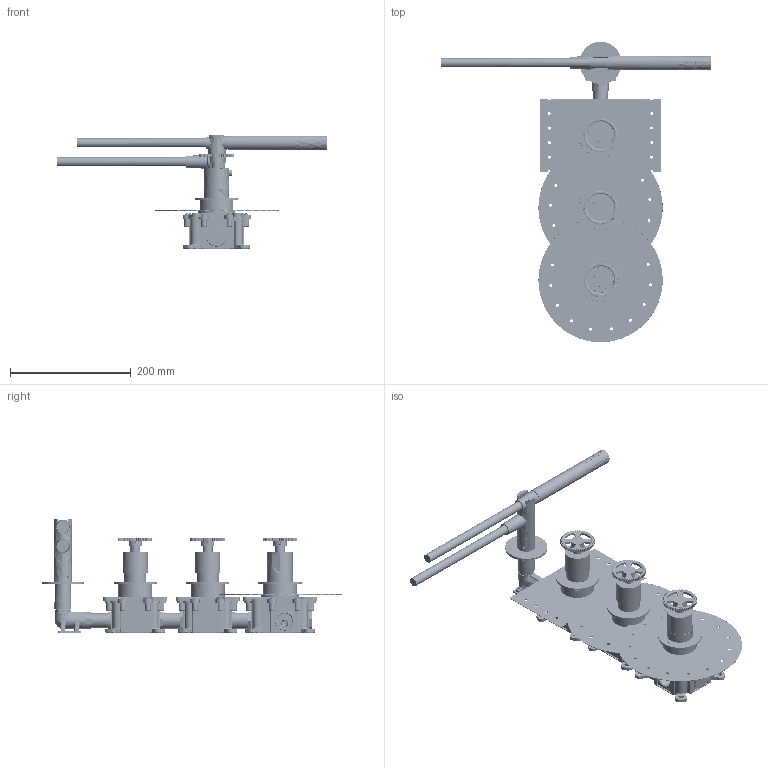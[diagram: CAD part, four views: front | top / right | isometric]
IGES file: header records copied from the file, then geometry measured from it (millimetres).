
Start section: C
Global section: file name: CW7071.igs; native system: By Siemens PLM Incorporated; preprocessor: XPlus GENERIC/IGES 21.0.46; author: Author; organization: Title; date: 20191219.122739; units: millimetre
Bounding box: 449.01 x 497.99 x 188 mm (x, y, z)
Surface area: 915089.4 mm2 (no closed solid volume)
Topology: 0 solids, 0 shells, 14787 faces, 77434 edges, 77022 vertices
Faces by surface type: bspline 14787
